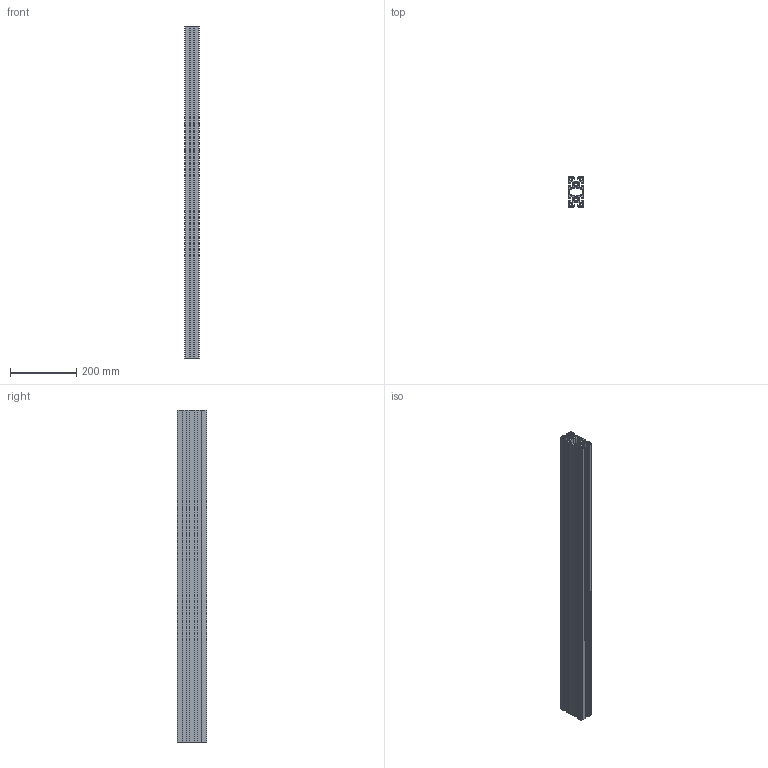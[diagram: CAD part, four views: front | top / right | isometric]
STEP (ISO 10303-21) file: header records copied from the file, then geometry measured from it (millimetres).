
FILE_DESCRIPTION (( 'STEP AP203' ), '1' );
FILE_NAME ('ALF-4590-10W.step', '2024-08-07T10:26:12', ( '' ), ( '' ), 'SwSTEP 2.0', 'SolidWorks 2022', '' );
FILE_SCHEMA (( 'CONFIG_CONTROL_DESIGN' ));
Length unit declared in the file: millimetre
Products named in the file (1): ALF-4590-10W
Bounding box: 45 x 90 x 1000 mm (x, y, z)
Volume: 1427879.2 mm3; surface area: 1022753.1 mm2
Topology: 1 solids, 1 shells, 586 faces, 1752 edges, 1168 vertices
Faces by surface type: cylinder 328, plane 258
Entity records: 20057 total; most frequent: DIRECTION 3582, CARTESIAN_POINT 3507, ORIENTED_EDGE 3504, EDGE_CURVE 1752, AXIS2_PLACEMENT_3D 1243, VERTEX_POINT 1168, VECTOR 1096, LINE 1096
